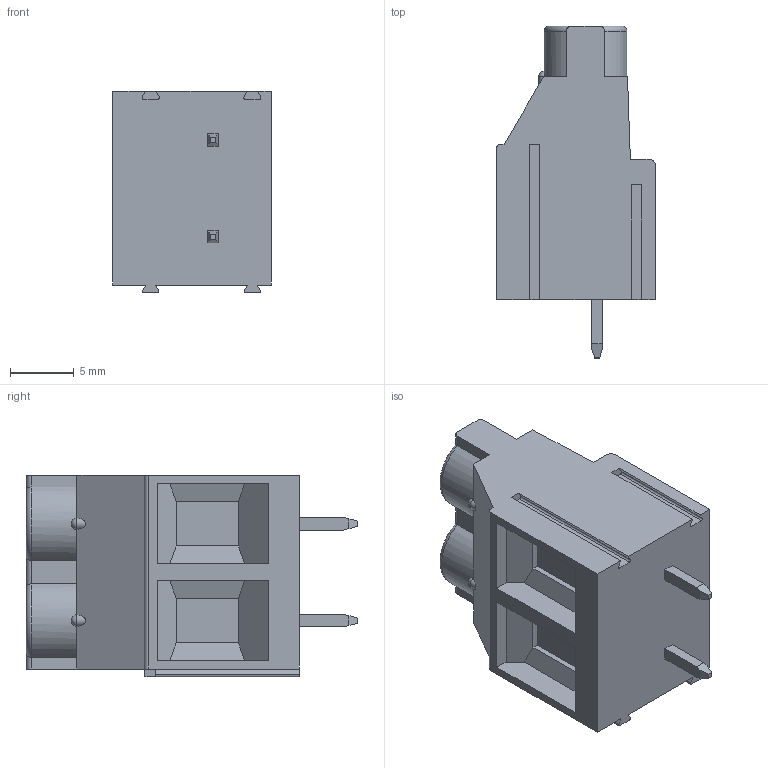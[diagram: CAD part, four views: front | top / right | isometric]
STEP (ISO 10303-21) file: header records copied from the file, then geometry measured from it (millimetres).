
FILE_DESCRIPTION((''),'2;1');
FILE_NAME('TL506V','2025-01-10T',('yanfa'),(''),'PRO/ENGINEER BY PARAMETRIC TECHNOLOGY CORPORATION, 2009280','PRO/ENGINEER BY PARAMETRIC TECHNOLOGY CORPORATION, 2009280','');
FILE_SCHEMA(('AUTOMOTIVE_DESIGN_CC2 { 1 2 10303 214 -1 1 5 2 }'));
Length unit declared in the file: millimetre
Products named in the file (1): TL506V
Bounding box: 12.5 x 26.1 x 15.85 mm (x, y, z)
Volume: 2916.4 mm3; surface area: 1775.6 mm2
Topology: 1 solids, 1 shells, 158 faces, 418 edges, 266 vertices
Faces by surface type: plane 102, cylinder 38, torus 8, cone 8, sphere 2
Entity records: 5028 total; most frequent: CARTESIAN_POINT 1062, ORIENTED_EDGE 832, DIRECTION 798, EDGE_CURVE 416, VECTOR 306, LINE 306, VERTEX_POINT 266, AXIS2_PLACEMENT_3D 246
